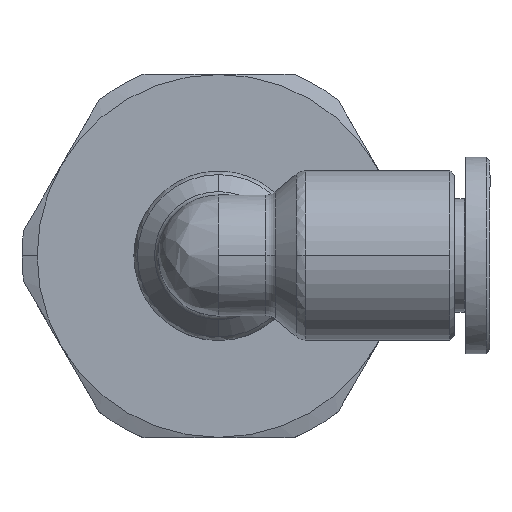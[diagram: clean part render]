
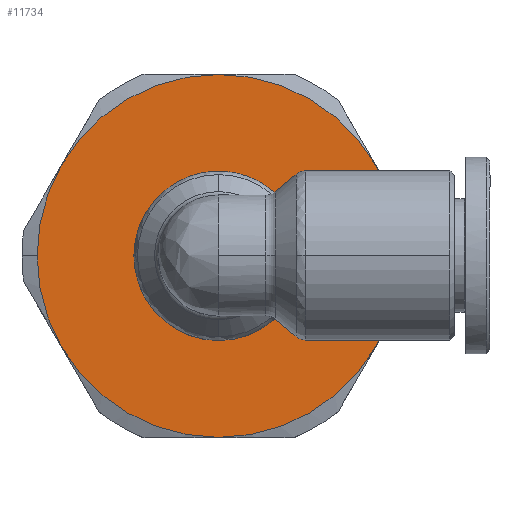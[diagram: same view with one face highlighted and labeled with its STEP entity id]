
A CAD part, top view. The second image highlights one B-rep face of the part: STEP entity #11734.
In plain terms, the highlighted face is planar.
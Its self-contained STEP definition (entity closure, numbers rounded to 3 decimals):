
#73 = DIRECTION ( 'NONE',  ( 0., 0., -1. ) ) ;
#331 = CARTESIAN_POINT ( 'NONE',  ( -4.718, 0., 18.184 ) ) ;
#397 = AXIS2_PLACEMENT_3D ( 'NONE', #11300, #5032, #9502 ) ;
#509 = EDGE_CURVE ( 'NONE', #2694, #1448, #2365, .T. ) ;
#611 = DIRECTION ( 'NONE',  ( 1., 0., 0. ) ) ;
#774 = AXIS2_PLACEMENT_3D ( 'NONE', #3158, #11297, #7785 ) ;
#870 = CIRCLE ( 'NONE', #8601, 5.6 ) ;
#953 = AXIS2_PLACEMENT_3D ( 'NONE', #331, #6623, #9367 ) ;
#977 = DIRECTION ( 'NONE',  ( 1., 0., 0. ) ) ;
#1147 = CIRCLE ( 'NONE', #953, 12. ) ;
#1174 = CARTESIAN_POINT ( 'NONE',  ( -4.718, 0., 18.184 ) ) ;
#1448 = VERTEX_POINT ( 'NONE', #11581 ) ;
#1459 = DIRECTION ( 'NONE',  ( 0., 0., -1. ) ) ;
#1513 = DIRECTION ( 'NONE',  ( 0., 0., -1. ) ) ;
#1566 = VERTEX_POINT ( 'NONE', #4564 ) ;
#1631 = DIRECTION ( 'NONE',  ( 0., -1., 0. ) ) ;
#2365 = CIRCLE ( 'NONE', #4639, 12. ) ;
#2368 = CARTESIAN_POINT ( 'NONE',  ( -4.718, -2.8, 18.184 ) ) ;
#2694 = VERTEX_POINT ( 'NONE', #9376 ) ;
#2936 = CIRCLE ( 'NONE', #9861, 12. ) ;
#3158 = CARTESIAN_POINT ( 'NONE',  ( -4.718, 0., 18.184 ) ) ;
#3219 = CARTESIAN_POINT ( 'NONE',  ( -4.718, 0., 18.184 ) ) ;
#3367 = EDGE_CURVE ( 'NONE', #5661, #6100, #9106, .T. ) ;
#3516 = DIRECTION ( 'NONE',  ( 1., 0., 0. ) ) ;
#3797 = DIRECTION ( 'NONE',  ( 0., 0., -1. ) ) ;
#3813 = FACE_BOUND ( 'NONE', #4853, .T. ) ;
#3945 = CIRCLE ( 'NONE', #774, 5.6 ) ;
#4134 = ORIENTED_EDGE ( 'NONE', *, *, #4817, .T. ) ;
#4270 = AXIS2_PLACEMENT_3D ( 'NONE', #5464, #73, #977 ) ;
#4294 = EDGE_CURVE ( 'NONE', #6100, #11703, #2936, .T. ) ;
#4330 = CIRCLE ( 'NONE', #4270, 12. ) ;
#4564 = CARTESIAN_POINT ( 'NONE',  ( -4.718, 5.6, 18.184 ) ) ;
#4639 = AXIS2_PLACEMENT_3D ( 'NONE', #1174, #3797, #10146 ) ;
#4706 = VERTEX_POINT ( 'NONE', #5647 ) ;
#4817 = EDGE_CURVE ( 'NONE', #9904, #5560, #5483, .T. ) ;
#4853 = EDGE_LOOP ( 'NONE', ( #8762, #9175 ) ) ;
#5032 = DIRECTION ( 'NONE',  ( 0., 0., -1. ) ) ;
#5464 = CARTESIAN_POINT ( 'NONE',  ( -4.718, 0., 18.184 ) ) ;
#5483 = CIRCLE ( 'NONE', #10067, 12. ) ;
#5560 = VERTEX_POINT ( 'NONE', #8618 ) ;
#5638 = EDGE_CURVE ( 'NONE', #5560, #5661, #9238, .T. ) ;
#5647 = CARTESIAN_POINT ( 'NONE',  ( -4.718, -5.6, 18.184 ) ) ;
#5661 = VERTEX_POINT ( 'NONE', #5936 ) ;
#5936 = CARTESIAN_POINT ( 'NONE',  ( -4.718, 12., 18.184 ) ) ;
#6100 = VERTEX_POINT ( 'NONE', #8279 ) ;
#6135 = EDGE_LOOP ( 'NONE', ( #9495, #4134, #10073, #11450, #6753, #7547, #10921 ) ) ;
#6264 = EDGE_CURVE ( 'NONE', #4706, #1566, #3945, .T. ) ;
#6623 = DIRECTION ( 'NONE',  ( 0., 0., -1. ) ) ;
#6753 = ORIENTED_EDGE ( 'NONE', *, *, #4294, .T. ) ;
#6768 = FACE_OUTER_BOUND ( 'NONE', #6135, .T. ) ;
#6881 = CARTESIAN_POINT ( 'NONE',  ( -4.718, 0., 18.184 ) ) ;
#6894 = CARTESIAN_POINT ( 'NONE',  ( -4.718, 0., 18.184 ) ) ;
#7021 = DIRECTION ( 'NONE',  ( 0., 0., 1. ) ) ;
#7081 = DIRECTION ( 'NONE',  ( 0., 0., -1. ) ) ;
#7547 = ORIENTED_EDGE ( 'NONE', *, *, #9381, .T. ) ;
#7679 = PLANE ( 'NONE',  #8854 ) ;
#7785 = DIRECTION ( 'NONE',  ( 0., -1., 0. ) ) ;
#7792 = DIRECTION ( 'NONE',  ( 1., 0., 0. ) ) ;
#8279 = CARTESIAN_POINT ( 'NONE',  ( 5.675, 6., 18.184 ) ) ;
#8304 = CARTESIAN_POINT ( 'NONE',  ( -15.11, -6., 18.184 ) ) ;
#8601 = AXIS2_PLACEMENT_3D ( 'NONE', #6894, #7021, #1631 ) ;
#8618 = CARTESIAN_POINT ( 'NONE',  ( -15.11, 6., 18.184 ) ) ;
#8638 = DIRECTION ( 'NONE',  ( 0., 0., -1. ) ) ;
#8762 = ORIENTED_EDGE ( 'NONE', *, *, #6264, .T. ) ;
#8854 = AXIS2_PLACEMENT_3D ( 'NONE', #2368, #1513, #9599 ) ;
#9106 = CIRCLE ( 'NONE', #11196, 12. ) ;
#9175 = ORIENTED_EDGE ( 'NONE', *, *, #10394, .T. ) ;
#9238 = CIRCLE ( 'NONE', #397, 12. ) ;
#9367 = DIRECTION ( 'NONE',  ( 1., 0., 0. ) ) ;
#9376 = CARTESIAN_POINT ( 'NONE',  ( 5.675, -6., 18.184 ) ) ;
#9381 = EDGE_CURVE ( 'NONE', #11703, #2694, #4330, .T. ) ;
#9400 = CARTESIAN_POINT ( 'NONE',  ( 7.282, 0., 18.184 ) ) ;
#9495 = ORIENTED_EDGE ( 'NONE', *, *, #10192, .T. ) ;
#9502 = DIRECTION ( 'NONE',  ( 1., 0., 0. ) ) ;
#9599 = DIRECTION ( 'NONE',  ( -1., 0., 0. ) ) ;
#9754 = CARTESIAN_POINT ( 'NONE',  ( -4.718, 0., 18.184 ) ) ;
#9861 = AXIS2_PLACEMENT_3D ( 'NONE', #6881, #1459, #7792 ) ;
#9904 = VERTEX_POINT ( 'NONE', #8304 ) ;
#10067 = AXIS2_PLACEMENT_3D ( 'NONE', #3219, #8638, #611 ) ;
#10073 = ORIENTED_EDGE ( 'NONE', *, *, #5638, .T. ) ;
#10146 = DIRECTION ( 'NONE',  ( 1., 0., 0. ) ) ;
#10192 = EDGE_CURVE ( 'NONE', #1448, #9904, #1147, .T. ) ;
#10394 = EDGE_CURVE ( 'NONE', #1566, #4706, #870, .T. ) ;
#10921 = ORIENTED_EDGE ( 'NONE', *, *, #509, .T. ) ;
#11196 = AXIS2_PLACEMENT_3D ( 'NONE', #9754, #7081, #3516 ) ;
#11297 = DIRECTION ( 'NONE',  ( 0., 0., 1. ) ) ;
#11300 = CARTESIAN_POINT ( 'NONE',  ( -4.718, 0., 18.184 ) ) ;
#11450 = ORIENTED_EDGE ( 'NONE', *, *, #3367, .T. ) ;
#11581 = CARTESIAN_POINT ( 'NONE',  ( -4.718, -12., 18.184 ) ) ;
#11703 = VERTEX_POINT ( 'NONE', #9400 ) ;
#11734 = ADVANCED_FACE ( 'NONE', ( #3813, #6768 ), #7679, .T. ) ;
